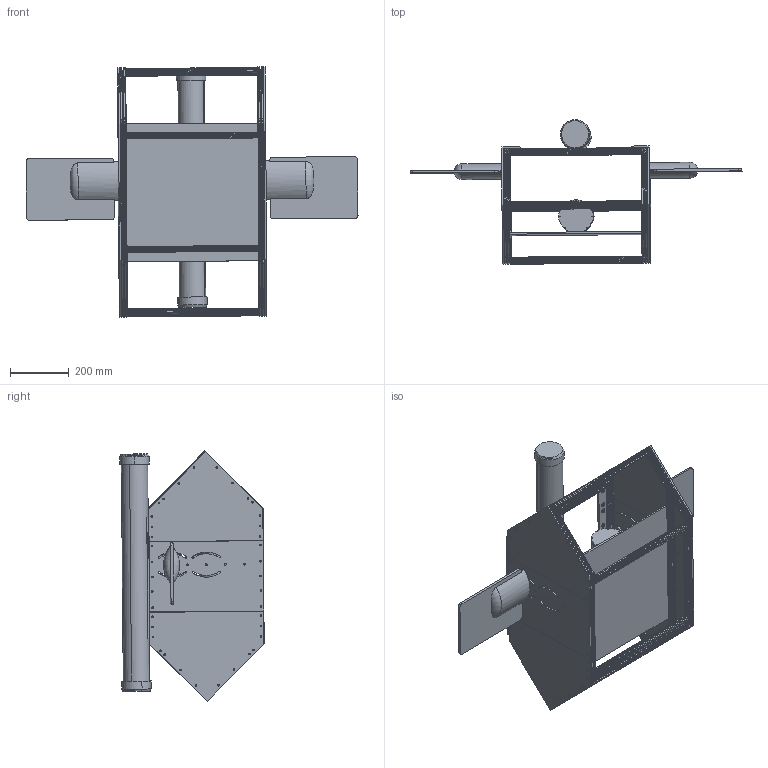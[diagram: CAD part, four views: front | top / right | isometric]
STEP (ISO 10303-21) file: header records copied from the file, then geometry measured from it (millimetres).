
FILE_DESCRIPTION (( 'STEP AP214' ), '1' );
FILE_NAME ('1000 - Assembly.STEP', '2021-07-05T10:07:29', ( '' ), ( '' ), 'SwSTEP 2.0', 'SolidWorks 2020', '' );
FILE_SCHEMA (( 'AUTOMOTIVE_DESIGN' ));
Length unit declared in the file: millimetre
Products named in the file (15): 1004 - Alu_profile 450mm; Temp - Adjustable towing plates; 1015 - Elctronics cap; 1002 - Alu_profile_268mm; 1001 - Alu_profile_500mm; 1014 - Elctronics tube; 1003 - Alu_profile_600mm; 1000 - Assembly; 1012 - Wing; 1008 - Utility_plate; Temp - Wing wall; 1013 - Wing Bracket; 1017 - Buoyancy tube end cap; 1006 - Side Walls; 1016 - Buoyancy tube
Assembly tree (39 placements, depth 2):
  1000 - Assembly
    1001 - Alu_profile_500mm  x4
    1002 - Alu_profile_268mm  x8
    1003 - Alu_profile_600mm  x2
    1004 - Alu_profile 450mm  x6
    1006 - Side Walls  x4
    Temp - Wing wall  x2
    1008 - Utility_plate
    1013 - Wing Bracket  x2
    1012 - Wing  x2
    Temp - Adjustable towing plates  x2
    1014 - Elctronics tube
    1015 - Elctronics cap  x2
    1016 - Buoyancy tube
    1017 - Buoyancy tube end cap  x2
Bounding box: 1133.18 x 492.78 x 853.75 mm (x, y, z)
Volume: 10683802.6 mm3; surface area: 4200752.2 mm2
Topology: 39 solids, 39 shells, 1546 faces, 4382 edges, 2920 vertices
Faces by surface type: plane 1024, cylinder 514, torus 4, cone 4
Entity records: 15714 total; most frequent: CARTESIAN_POINT 2813, DIRECTION 2560, ORIENTED_EDGE 2480, EDGE_CURVE 1240, AXIS2_PLACEMENT_3D 871, VERTEX_POINT 826, VECTOR 818, LINE 818
